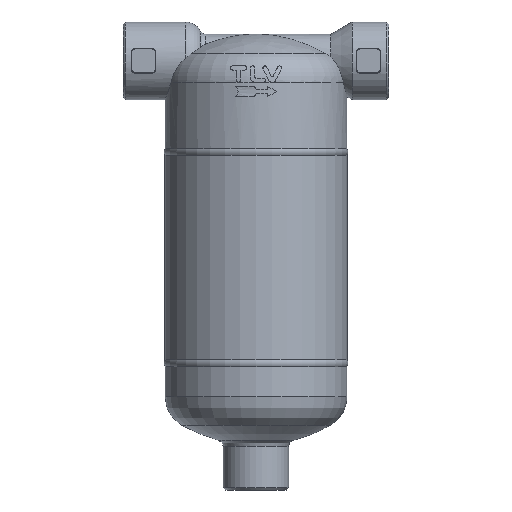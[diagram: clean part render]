
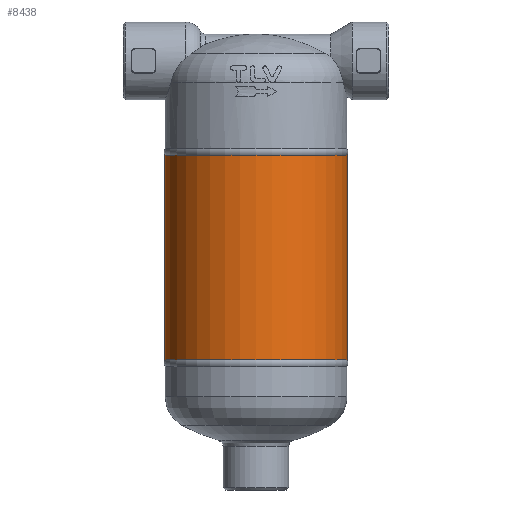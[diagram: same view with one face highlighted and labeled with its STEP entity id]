
A CAD part, front view. The second image highlights one B-rep face of the part: STEP entity #8438.
In plain terms, the highlighted cylindrical face has radius 44.55 mm (diameter 89.1 mm), a full revolution.
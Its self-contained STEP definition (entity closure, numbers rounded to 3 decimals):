
#8096=CARTESIAN_POINT('',(-44.55,0.,-101.883));
#8097=VERTEX_POINT('',#8096);
#8098=CARTESIAN_POINT('',(0.,0.0,-101.883));
#8099=DIRECTION('',(0.0,0.0,-1.0));
#8100=DIRECTION('',(1.0,0.0,0.0));
#8101=AXIS2_PLACEMENT_3D('',#8098,#8099,#8100);
#8102=CIRCLE('',#8101,44.55);
#8103=EDGE_CURVE('',#8097,#8097,#8102,.T.);
#8113=CARTESIAN_POINT('',(-44.55,0.,-1.617));
#8114=VERTEX_POINT('',#8113);
#8115=CARTESIAN_POINT('',(0.,0.0,-1.617));
#8116=DIRECTION('',(0.0,0.0,1.0));
#8117=DIRECTION('',(1.0,0.0,0.0));
#8118=AXIS2_PLACEMENT_3D('',#8115,#8116,#8117);
#8119=CIRCLE('',#8118,44.55);
#8120=EDGE_CURVE('',#8114,#8114,#8119,.T.);
#8427=CARTESIAN_POINT('',(0.,0.0,0.));
#8428=DIRECTION('',(0.,0.0,-1.0));
#8429=DIRECTION('',(1.0,0.0,0.0));
#8430=AXIS2_PLACEMENT_3D('',#8427,#8428,#8429);
#8431=CYLINDRICAL_SURFACE('',#8430,44.55);
#8432=ORIENTED_EDGE('',*,*,#8120,.F.);
#8433=EDGE_LOOP('',(#8432));
#8434=FACE_OUTER_BOUND('',#8433,.T.);
#8435=ORIENTED_EDGE('',*,*,#8103,.F.);
#8436=EDGE_LOOP('',(#8435));
#8437=FACE_BOUND('',#8436,.T.);
#8438=ADVANCED_FACE('',(#8434,#8437),#8431,.T.);
